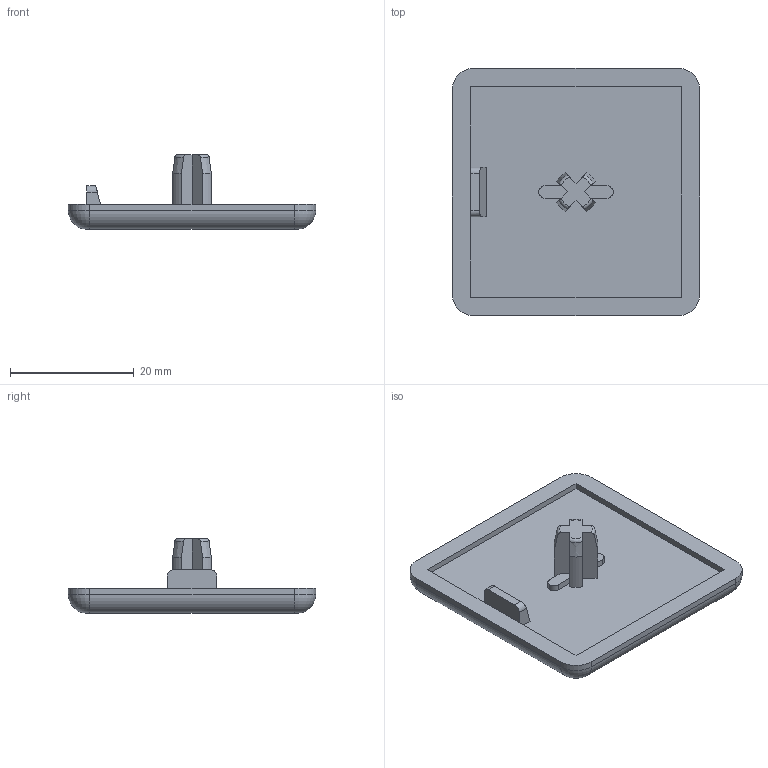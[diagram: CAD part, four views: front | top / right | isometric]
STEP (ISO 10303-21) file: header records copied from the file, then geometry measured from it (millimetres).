
FILE_DESCRIPTION (( 'STEP AP203' ), '1' );
FILE_NAME ('151234.step', '2021-06-03T16:39:41', ( '' ), ( '' ), 'SwSTEP 2.0', 'SolidWorks 2021', '' );
FILE_SCHEMA (( 'CONFIG_CONTROL_DESIGN' ));
Length unit declared in the file: millimetre
Products named in the file (1): 151234
Bounding box: 40 x 40 x 12 mm (x, y, z)
Volume: 5199.8 mm3; surface area: 4028.1 mm2
Topology: 1 solids, 1 shells, 61 faces, 161 edges, 104 vertices
Faces by surface type: plane 32, cylinder 17, torus 8, cone 4
Entity records: 2052 total; most frequent: CARTESIAN_POINT 461, ORIENTED_EDGE 322, DIRECTION 311, EDGE_CURVE 161, AXIS2_PLACEMENT_3D 106, VERTEX_POINT 104, LINE 99, VECTOR 99
